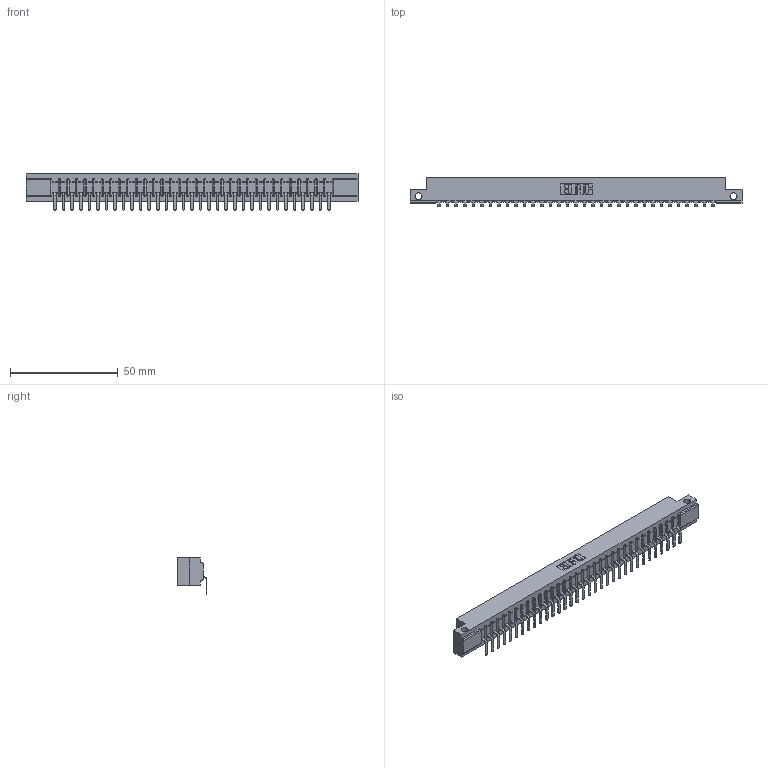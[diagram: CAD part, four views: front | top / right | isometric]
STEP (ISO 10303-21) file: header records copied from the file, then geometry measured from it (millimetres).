
FILE_DESCRIPTION (( 'STEP AP203' ), '1' );
FILE_NAME ('357-033-559-112.STEP', '2022-07-12T20:53:20', ( '' ), ( '' ), 'SwSTEP 2.0', 'SolidWorks 2020', '' );
FILE_SCHEMA (( 'CONFIG_CONTROL_DESIGN' ));
Length unit declared in the file: inch
Products named in the file (3): 307 Part_.128 Dia Side Mounting Holes; 307-290-001_558 559 - 1 (Single); 357-033-559-112
Assembly tree (34 placements, depth 2):
  357-033-559-112
    307 Part_.128 Dia Side Mounting Holes
    307-290-001_558 559 - 1 (Single)  x33
Bounding box: 153.77 x 13.7 x 16.8 mm (x, y, z)
Volume: 15788 mm3; surface area: 16664.1 mm2
Topology: 34 solids, 34 shells, 2132 faces, 6065 edges, 3906 vertices
Faces by surface type: plane 1357, cylinder 707, sphere 68
Entity records: 29506 total; most frequent: CARTESIAN_POINT 4968, ORIENTED_EDGE 4954, DIRECTION 4837, EDGE_CURVE 2477, LINE 1895, VECTOR 1895, VERTEX_POINT 1602, AXIS2_PLACEMENT_3D 1471
